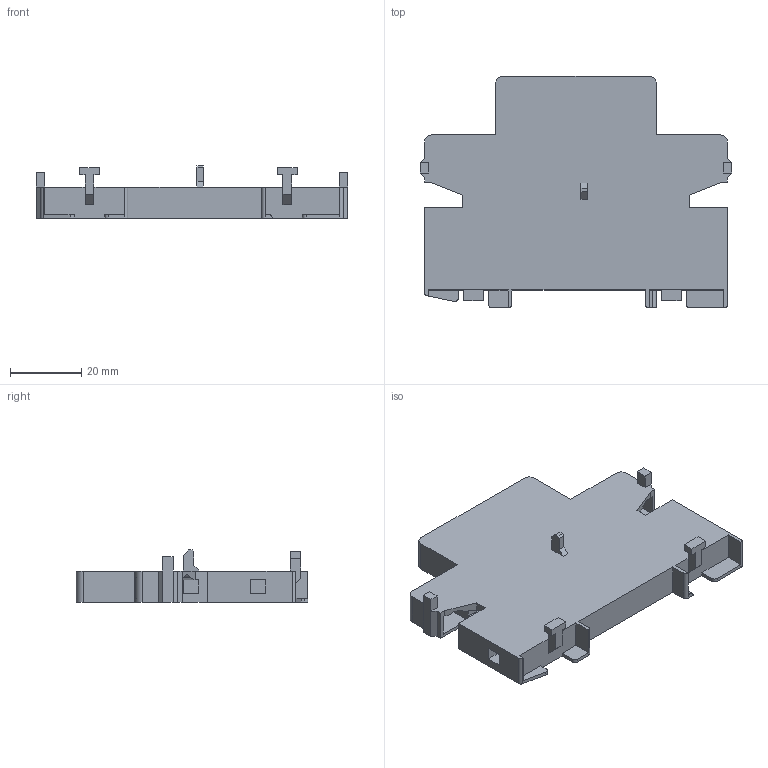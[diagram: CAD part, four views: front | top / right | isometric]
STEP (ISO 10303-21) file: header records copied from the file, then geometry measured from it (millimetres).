
FILE_DESCRIPTION((''),'2;1');
FILE_NAME('ASM4581_ASM','2021-08-12T',('marketing.praksa'),('Audax d.o.o.'),'CREO PARAMETRIC BY PTC INC, 2017480','CREO PARAMETRIC BY PTC INC, 2017480','');
FILE_SCHEMA(('AUTOMOTIVE_DESIGN { 1 0 10303 214 1 1 1 1 }'));
Length unit declared in the file: millimetre
Products named in the file (4): RH11G; 89_SCREW; PRT4580; ASM4581_ASM
Assembly tree (6 placements, depth 2):
  ASM4581_ASM
    RH11G
    89_SCREW  x4
    PRT4580
Bounding box: 87.4 x 65 x 14.6 mm (x, y, z)
Volume: 35099.3 mm3; surface area: 14755 mm2
Topology: 8 solids, 8 shells, 442 faces, 1246 edges, 814 vertices
Faces by surface type: plane 252, cylinder 118, cone 32, bspline 16, torus 16, sphere 8
Entity records: 15140 total; most frequent: CARTESIAN_POINT 2142, ORIENTED_EDGE 1696, DIRECTION 1633, PRESENTATION_STYLE_ASSIGNMENT 1151, STYLED_ITEM 1151, CURVE_STYLE 848, EDGE_CURVE 848, VECTOR 599
